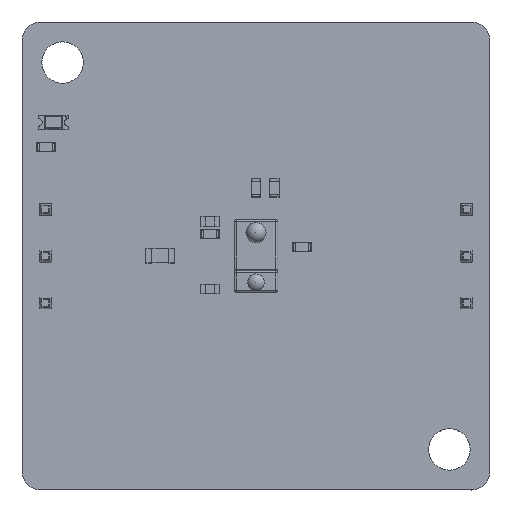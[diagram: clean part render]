
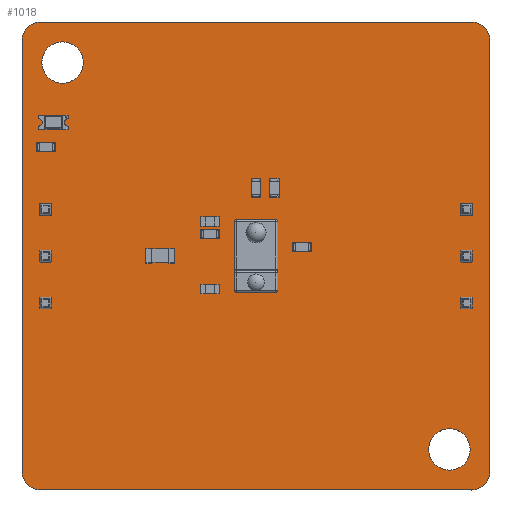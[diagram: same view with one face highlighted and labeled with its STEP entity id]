
A CAD part, top view. The second image highlights one B-rep face of the part: STEP entity #1018.
In plain terms, the highlighted planar face has unit normal (0, 0, 1).
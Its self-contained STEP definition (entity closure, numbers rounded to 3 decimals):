
#89 = VERTEX_POINT('',#90);
#90 = CARTESIAN_POINT('',(-12.7,11.7,0.));
#107 = VERTEX_POINT('',#108);
#108 = CARTESIAN_POINT('',(-12.666,11.959,0.));
#114 = EDGE_CURVE('',#89,#107,#115,.T.);
#115 = LINE('',#116,#117);
#116 = CARTESIAN_POINT('',(-12.7,11.7,0.));
#117 = VECTOR('',#118,1.);
#118 = DIRECTION('',(0.131,0.991,0.));
#138 = VERTEX_POINT('',#139);
#139 = CARTESIAN_POINT('',(-12.566,12.2,0.));
#145 = EDGE_CURVE('',#107,#138,#146,.T.);
#146 = LINE('',#147,#148);
#147 = CARTESIAN_POINT('',(-12.666,11.959,0.));
#148 = VECTOR('',#149,1.);
#149 = DIRECTION('',(0.383,0.924,0.));
#169 = VERTEX_POINT('',#170);
#170 = CARTESIAN_POINT('',(-12.407,12.407,0.));
#176 = EDGE_CURVE('',#138,#169,#177,.T.);
#177 = LINE('',#178,#179);
#178 = CARTESIAN_POINT('',(-12.566,12.2,0.));
#179 = VECTOR('',#180,1.);
#180 = DIRECTION('',(0.609,0.793,0.));
#200 = VERTEX_POINT('',#201);
#201 = CARTESIAN_POINT('',(-12.2,12.566,0.));
#207 = EDGE_CURVE('',#169,#200,#208,.T.);
#208 = LINE('',#209,#210);
#209 = CARTESIAN_POINT('',(-12.407,12.407,0.));
#210 = VECTOR('',#211,1.);
#211 = DIRECTION('',(0.793,0.609,0.));
#231 = VERTEX_POINT('',#232);
#232 = CARTESIAN_POINT('',(-11.959,12.666,0.));
#238 = EDGE_CURVE('',#200,#231,#239,.T.);
#239 = LINE('',#240,#241);
#240 = CARTESIAN_POINT('',(-12.2,12.566,0.));
#241 = VECTOR('',#242,1.);
#242 = DIRECTION('',(0.924,0.383,0.));
#262 = VERTEX_POINT('',#263);
#263 = CARTESIAN_POINT('',(-11.7,12.7,0.));
#269 = EDGE_CURVE('',#231,#262,#270,.T.);
#270 = LINE('',#271,#272);
#271 = CARTESIAN_POINT('',(-11.959,12.666,0.));
#272 = VECTOR('',#273,1.);
#273 = DIRECTION('',(0.991,0.13,0.));
#293 = VERTEX_POINT('',#294);
#294 = CARTESIAN_POINT('',(11.7,12.7,0.));
#300 = EDGE_CURVE('',#262,#293,#301,.T.);
#301 = LINE('',#302,#303);
#302 = CARTESIAN_POINT('',(-11.7,12.7,0.));
#303 = VECTOR('',#304,1.);
#304 = DIRECTION('',(1.,0.,0.));
#324 = VERTEX_POINT('',#325);
#325 = CARTESIAN_POINT('',(11.959,12.666,0.));
#331 = EDGE_CURVE('',#293,#324,#332,.T.);
#332 = LINE('',#333,#334);
#333 = CARTESIAN_POINT('',(11.7,12.7,0.));
#334 = VECTOR('',#335,1.);
#335 = DIRECTION('',(0.991,-0.131,0.));
#355 = VERTEX_POINT('',#356);
#356 = CARTESIAN_POINT('',(12.2,12.566,0.));
#362 = EDGE_CURVE('',#324,#355,#363,.T.);
#363 = LINE('',#364,#365);
#364 = CARTESIAN_POINT('',(11.959,12.666,0.));
#365 = VECTOR('',#366,1.);
#366 = DIRECTION('',(0.924,-0.383,0.));
#386 = VERTEX_POINT('',#387);
#387 = CARTESIAN_POINT('',(12.407,12.407,0.));
#393 = EDGE_CURVE('',#355,#386,#394,.T.);
#394 = LINE('',#395,#396);
#395 = CARTESIAN_POINT('',(12.2,12.566,0.));
#396 = VECTOR('',#397,1.);
#397 = DIRECTION('',(0.793,-0.609,0.));
#417 = VERTEX_POINT('',#418);
#418 = CARTESIAN_POINT('',(12.566,12.2,0.));
#424 = EDGE_CURVE('',#386,#417,#425,.T.);
#425 = LINE('',#426,#427);
#426 = CARTESIAN_POINT('',(12.407,12.407,0.));
#427 = VECTOR('',#428,1.);
#428 = DIRECTION('',(0.609,-0.793,0.));
#448 = VERTEX_POINT('',#449);
#449 = CARTESIAN_POINT('',(12.666,11.959,0.));
#455 = EDGE_CURVE('',#417,#448,#456,.T.);
#456 = LINE('',#457,#458);
#457 = CARTESIAN_POINT('',(12.566,12.2,0.));
#458 = VECTOR('',#459,1.);
#459 = DIRECTION('',(0.383,-0.924,0.));
#479 = VERTEX_POINT('',#480);
#480 = CARTESIAN_POINT('',(12.7,11.7,0.));
#486 = EDGE_CURVE('',#448,#479,#487,.T.);
#487 = LINE('',#488,#489);
#488 = CARTESIAN_POINT('',(12.666,11.959,0.));
#489 = VECTOR('',#490,1.);
#490 = DIRECTION('',(0.131,-0.991,0.));
#510 = VERTEX_POINT('',#511);
#511 = CARTESIAN_POINT('',(12.7,-11.7,0.));
#517 = EDGE_CURVE('',#479,#510,#518,.T.);
#518 = LINE('',#519,#520);
#519 = CARTESIAN_POINT('',(12.7,11.7,0.));
#520 = VECTOR('',#521,1.);
#521 = DIRECTION('',(0.,-1.,0.));
#541 = VERTEX_POINT('',#542);
#542 = CARTESIAN_POINT('',(12.666,-11.959,0.));
#548 = EDGE_CURVE('',#510,#541,#549,.T.);
#549 = LINE('',#550,#551);
#550 = CARTESIAN_POINT('',(12.7,-11.7,0.));
#551 = VECTOR('',#552,1.);
#552 = DIRECTION('',(-0.131,-0.991,0.));
#572 = VERTEX_POINT('',#573);
#573 = CARTESIAN_POINT('',(12.566,-12.2,0.));
#579 = EDGE_CURVE('',#541,#572,#580,.T.);
#580 = LINE('',#581,#582);
#581 = CARTESIAN_POINT('',(12.666,-11.959,0.));
#582 = VECTOR('',#583,1.);
#583 = DIRECTION('',(-0.383,-0.924,0.));
#603 = VERTEX_POINT('',#604);
#604 = CARTESIAN_POINT('',(12.407,-12.407,0.));
#610 = EDGE_CURVE('',#572,#603,#611,.T.);
#611 = LINE('',#612,#613);
#612 = CARTESIAN_POINT('',(12.566,-12.2,0.));
#613 = VECTOR('',#614,1.);
#614 = DIRECTION('',(-0.609,-0.793,0.));
#634 = VERTEX_POINT('',#635);
#635 = CARTESIAN_POINT('',(12.2,-12.566,0.));
#641 = EDGE_CURVE('',#603,#634,#642,.T.);
#642 = LINE('',#643,#644);
#643 = CARTESIAN_POINT('',(12.407,-12.407,0.));
#644 = VECTOR('',#645,1.);
#645 = DIRECTION('',(-0.793,-0.609,0.));
#665 = VERTEX_POINT('',#666);
#666 = CARTESIAN_POINT('',(11.959,-12.666,0.));
#672 = EDGE_CURVE('',#634,#665,#673,.T.);
#673 = LINE('',#674,#675);
#674 = CARTESIAN_POINT('',(12.2,-12.566,0.));
#675 = VECTOR('',#676,1.);
#676 = DIRECTION('',(-0.924,-0.383,0.));
#696 = VERTEX_POINT('',#697);
#697 = CARTESIAN_POINT('',(11.7,-12.7,0.));
#703 = EDGE_CURVE('',#665,#696,#704,.T.);
#704 = LINE('',#705,#706);
#705 = CARTESIAN_POINT('',(11.959,-12.666,0.));
#706 = VECTOR('',#707,1.);
#707 = DIRECTION('',(-0.991,-0.131,0.));
#727 = VERTEX_POINT('',#728);
#728 = CARTESIAN_POINT('',(-11.7,-12.7,0.));
#734 = EDGE_CURVE('',#696,#727,#735,.T.);
#735 = LINE('',#736,#737);
#736 = CARTESIAN_POINT('',(11.7,-12.7,0.));
#737 = VECTOR('',#738,1.);
#738 = DIRECTION('',(-1.,0.,0.));
#758 = VERTEX_POINT('',#759);
#759 = CARTESIAN_POINT('',(-11.959,-12.666,0.));
#765 = EDGE_CURVE('',#727,#758,#766,.T.);
#766 = LINE('',#767,#768);
#767 = CARTESIAN_POINT('',(-11.7,-12.7,0.));
#768 = VECTOR('',#769,1.);
#769 = DIRECTION('',(-0.991,0.131,0.));
#789 = VERTEX_POINT('',#790);
#790 = CARTESIAN_POINT('',(-12.2,-12.566,0.));
#796 = EDGE_CURVE('',#758,#789,#797,.T.);
#797 = LINE('',#798,#799);
#798 = CARTESIAN_POINT('',(-11.959,-12.666,0.));
#799 = VECTOR('',#800,1.);
#800 = DIRECTION('',(-0.924,0.383,0.));
#820 = VERTEX_POINT('',#821);
#821 = CARTESIAN_POINT('',(-12.407,-12.407,0.));
#827 = EDGE_CURVE('',#789,#820,#828,.T.);
#828 = LINE('',#829,#830);
#829 = CARTESIAN_POINT('',(-12.2,-12.566,0.));
#830 = VECTOR('',#831,1.);
#831 = DIRECTION('',(-0.793,0.609,0.));
#851 = VERTEX_POINT('',#852);
#852 = CARTESIAN_POINT('',(-12.566,-12.2,0.));
#858 = EDGE_CURVE('',#820,#851,#859,.T.);
#859 = LINE('',#860,#861);
#860 = CARTESIAN_POINT('',(-12.407,-12.407,0.));
#861 = VECTOR('',#862,1.);
#862 = DIRECTION('',(-0.609,0.793,0.));
#882 = VERTEX_POINT('',#883);
#883 = CARTESIAN_POINT('',(-12.666,-11.959,0.));
#889 = EDGE_CURVE('',#851,#882,#890,.T.);
#890 = LINE('',#891,#892);
#891 = CARTESIAN_POINT('',(-12.566,-12.2,0.));
#892 = VECTOR('',#893,1.);
#893 = DIRECTION('',(-0.383,0.924,0.));
#913 = VERTEX_POINT('',#914);
#914 = CARTESIAN_POINT('',(-12.7,-11.7,0.));
#920 = EDGE_CURVE('',#882,#913,#921,.T.);
#921 = LINE('',#922,#923);
#922 = CARTESIAN_POINT('',(-12.666,-11.959,0.));
#923 = VECTOR('',#924,1.);
#924 = DIRECTION('',(-0.131,0.991,0.));
#942 = EDGE_CURVE('',#913,#89,#943,.T.);
#943 = LINE('',#944,#945);
#944 = CARTESIAN_POINT('',(-12.7,-11.7,0.));
#945 = VECTOR('',#946,1.);
#946 = DIRECTION('',(0.,1.,0.));
#957 = VERTEX_POINT('',#958);
#958 = CARTESIAN_POINT('',(-9.375,10.5,0.));
#974 = EDGE_CURVE('',#957,#957,#975,.T.);
#975 = CIRCLE('',#976,1.125);
#976 = AXIS2_PLACEMENT_3D('',#977,#978,#979);
#977 = CARTESIAN_POINT('',(-10.5,10.5,0.));
#978 = DIRECTION('',(0.,0.,-1.));
#979 = DIRECTION('',(1.,0.,0.));
#990 = VERTEX_POINT('',#991);
#991 = CARTESIAN_POINT('',(11.625,-10.5,0.));
#1007 = EDGE_CURVE('',#990,#990,#1008,.T.);
#1008 = CIRCLE('',#1009,1.125);
#1009 = AXIS2_PLACEMENT_3D('',#1010,#1011,#1012);
#1010 = CARTESIAN_POINT('',(10.5,-10.5,0.));
#1011 = DIRECTION('',(0.,0.,-1.));
#1012 = DIRECTION('',(1.,0.,0.));
#1018 = ADVANCED_FACE('',(#1019,#1049,#1052),#1055,.T.);
#1019 = FACE_BOUND('',#1020,.F.);
#1020 = EDGE_LOOP('',(#1021,#1022,#1023,#1024,#1025,#1026,#1027,#1028,
    #1029,#1030,#1031,#1032,#1033,#1034,#1035,#1036,#1037,#1038,#1039,
    #1040,#1041,#1042,#1043,#1044,#1045,#1046,#1047,#1048));
#1021 = ORIENTED_EDGE('',*,*,#114,.T.);
#1022 = ORIENTED_EDGE('',*,*,#145,.T.);
#1023 = ORIENTED_EDGE('',*,*,#176,.T.);
#1024 = ORIENTED_EDGE('',*,*,#207,.T.);
#1025 = ORIENTED_EDGE('',*,*,#238,.T.);
#1026 = ORIENTED_EDGE('',*,*,#269,.T.);
#1027 = ORIENTED_EDGE('',*,*,#300,.T.);
#1028 = ORIENTED_EDGE('',*,*,#331,.T.);
#1029 = ORIENTED_EDGE('',*,*,#362,.T.);
#1030 = ORIENTED_EDGE('',*,*,#393,.T.);
#1031 = ORIENTED_EDGE('',*,*,#424,.T.);
#1032 = ORIENTED_EDGE('',*,*,#455,.T.);
#1033 = ORIENTED_EDGE('',*,*,#486,.T.);
#1034 = ORIENTED_EDGE('',*,*,#517,.T.);
#1035 = ORIENTED_EDGE('',*,*,#548,.T.);
#1036 = ORIENTED_EDGE('',*,*,#579,.T.);
#1037 = ORIENTED_EDGE('',*,*,#610,.T.);
#1038 = ORIENTED_EDGE('',*,*,#641,.T.);
#1039 = ORIENTED_EDGE('',*,*,#672,.T.);
#1040 = ORIENTED_EDGE('',*,*,#703,.T.);
#1041 = ORIENTED_EDGE('',*,*,#734,.T.);
#1042 = ORIENTED_EDGE('',*,*,#765,.T.);
#1043 = ORIENTED_EDGE('',*,*,#796,.T.);
#1044 = ORIENTED_EDGE('',*,*,#827,.T.);
#1045 = ORIENTED_EDGE('',*,*,#858,.T.);
#1046 = ORIENTED_EDGE('',*,*,#889,.T.);
#1047 = ORIENTED_EDGE('',*,*,#920,.T.);
#1048 = ORIENTED_EDGE('',*,*,#942,.T.);
#1049 = FACE_BOUND('',#1050,.F.);
#1050 = EDGE_LOOP('',(#1051));
#1051 = ORIENTED_EDGE('',*,*,#974,.T.);
#1052 = FACE_BOUND('',#1053,.F.);
#1053 = EDGE_LOOP('',(#1054));
#1054 = ORIENTED_EDGE('',*,*,#1007,.T.);
#1055 = PLANE('',#1056);
#1056 = AXIS2_PLACEMENT_3D('',#1057,#1058,#1059);
#1057 = CARTESIAN_POINT('',(-12.7,11.7,0.));
#1058 = DIRECTION('',(0.,0.,1.));
#1059 = DIRECTION('',(1.,0.,0.));
